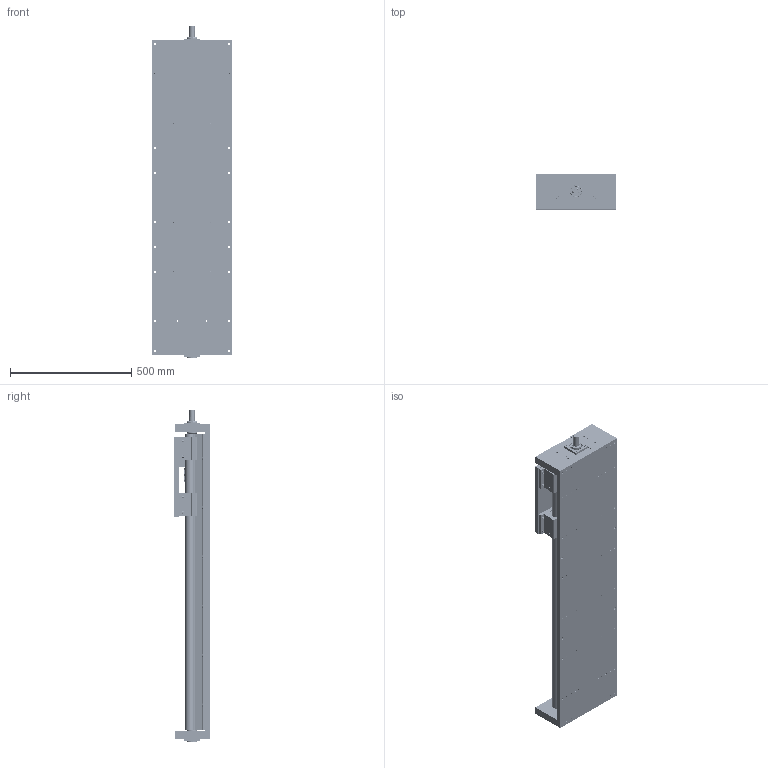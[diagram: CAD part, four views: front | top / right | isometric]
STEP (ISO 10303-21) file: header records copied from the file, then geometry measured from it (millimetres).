
FILE_DESCRIPTION (( 'STEP AP214' ), '1' );
FILE_NAME ('LinearSlide2_2DC841BEA6.step', '2022-02-21T02:27:33', ( 'localadmin' ), ( 'BOXX Technologies, Inc.' ), 'SwSTEP 2.0', 'SolidWorks 2019', '' );
FILE_SCHEMA (( 'AUTOMOTIVE_DESIGN' ));
Length unit declared in the file: inch
Products named in the file (5): LinearSlide2_2DC841BEA6; IGHOXIcysj_CADModel_1; IGHOXIcysj_CADModel_0
Assembly tree (2 placements, depth 2):
  LinearSlide2_2DC841BEA6
    IGHOXIcysj_CADModel_1
    IGHOXIcysj_CADModel_0
  IGHOXIcysj_CADModel_1
  IGHOXIcysj_CADModel_0
Bounding box: 330.2 x 146.05 x 1366.37 mm (x, y, z)
Volume: 22680249.8 mm3; surface area: 3269749.8 mm2
Topology: 139 solids, 143 shells, 4405 faces, 11070 edges, 6834 vertices
Faces by surface type: plane 1612, cylinder 1356, cone 961, torus 316, sphere 144, bspline 16
Entity records: 196438 total; most frequent: CARTESIAN_POINT 32953, DIRECTION 22410, ORIENTED_EDGE 21316, EDGE_CURVE 10658, AXIS2_PLACEMENT_3D 8869, VERTEX_POINT 6646, EDGE_LOOP 5022, VECTOR 4672
